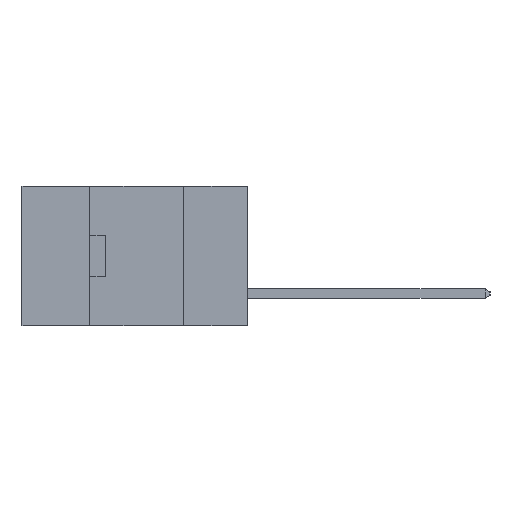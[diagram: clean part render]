
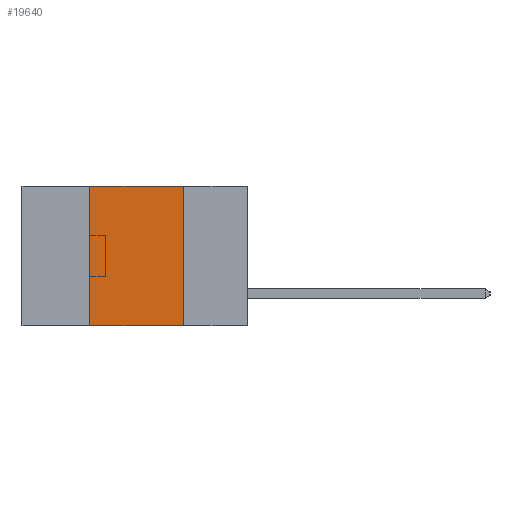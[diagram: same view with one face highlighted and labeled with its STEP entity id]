
A CAD part, left-side view. The second image highlights one B-rep face of the part: STEP entity #19640.
In plain terms, the highlighted planar face has unit normal (-1, 0, 0).
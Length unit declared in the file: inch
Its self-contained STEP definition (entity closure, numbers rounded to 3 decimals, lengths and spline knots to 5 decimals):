
#654 = LINE ( 'NONE', #23944, #22046 ) ;
#2925 = CARTESIAN_POINT ( 'NONE',  ( 0., 0.6, 0. ) ) ;
#3432 = CARTESIAN_POINT ( 'NONE',  ( 0., 0.42, -0.37 ) ) ;
#4309 = LINE ( 'NONE', #24367, #25263 ) ;
#4672 = VERTEX_POINT ( 'NONE', #9157 ) ;
#5112 = DIRECTION ( 'NONE',  ( 0., 0., -1. ) ) ;
#5795 = ORIENTED_EDGE ( 'NONE', *, *, #21869, .F. ) ;
#7620 = ORIENTED_EDGE ( 'NONE', *, *, #10538, .T. ) ;
#7888 = VERTEX_POINT ( 'NONE', #17568 ) ;
#8002 = DIRECTION ( 'NONE',  ( 0., -1., 0. ) ) ;
#8614 = ORIENTED_EDGE ( 'NONE', *, *, #18629, .F. ) ;
#9157 = CARTESIAN_POINT ( 'NONE',  ( 0., 0.42, -0.37 ) ) ;
#9822 = LINE ( 'NONE', #14088, #19361 ) ;
#10104 = AXIS2_PLACEMENT_3D ( 'NONE', #2925, #17449, #5112 ) ;
#10538 = EDGE_CURVE ( 'NONE', #4672, #7888, #9822, .T. ) ;
#10898 = VERTEX_POINT ( 'NONE', #26093 ) ;
#11065 = FACE_OUTER_BOUND ( 'NONE', #16315, .T. ) ;
#11890 = VECTOR ( 'NONE', #17913, 39.37008 ) ;
#14088 = CARTESIAN_POINT ( 'NONE',  ( 0., 0.6, -0.37 ) ) ;
#14369 = DIRECTION ( 'NONE',  ( 0., 0., -1. ) ) ;
#15219 = CARTESIAN_POINT ( 'NONE',  ( 0., 0.17, 0. ) ) ;
#15399 = PLANE ( 'NONE',  #10104 ) ;
#16315 = EDGE_LOOP ( 'NONE', ( #8614, #21476, #5795, #7620 ) ) ;
#16479 = EDGE_CURVE ( 'NONE', #10898, #21657, #654, .T. ) ;
#17318 = LINE ( 'NONE', #3432, #11890 ) ;
#17449 = DIRECTION ( 'NONE',  ( 1., 0., 0. ) ) ;
#17568 = CARTESIAN_POINT ( 'NONE',  ( 0., 0.17, -0.37 ) ) ;
#17913 = DIRECTION ( 'NONE',  ( 0., 0., 1. ) ) ;
#18048 = DIRECTION ( 'NONE',  ( 0., -1., 0. ) ) ;
#18629 = EDGE_CURVE ( 'NONE', #21657, #7888, #4309, .T. ) ;
#19361 = VECTOR ( 'NONE', #8002, 39.37008 ) ;
#19640 = ADVANCED_FACE ( 'NONE', ( #11065 ), #15399, .F. ) ;
#21476 = ORIENTED_EDGE ( 'NONE', *, *, #16479, .F. ) ;
#21657 = VERTEX_POINT ( 'NONE', #15219 ) ;
#21869 = EDGE_CURVE ( 'NONE', #4672, #10898, #17318, .T. ) ;
#22046 = VECTOR ( 'NONE', #18048, 39.37008 ) ;
#23944 = CARTESIAN_POINT ( 'NONE',  ( 0., 0.6, 0. ) ) ;
#24367 = CARTESIAN_POINT ( 'NONE',  ( 0., 0.17, -0.37 ) ) ;
#25263 = VECTOR ( 'NONE', #14369, 39.37008 ) ;
#26093 = CARTESIAN_POINT ( 'NONE',  ( 0., 0.42, 0. ) ) ;
